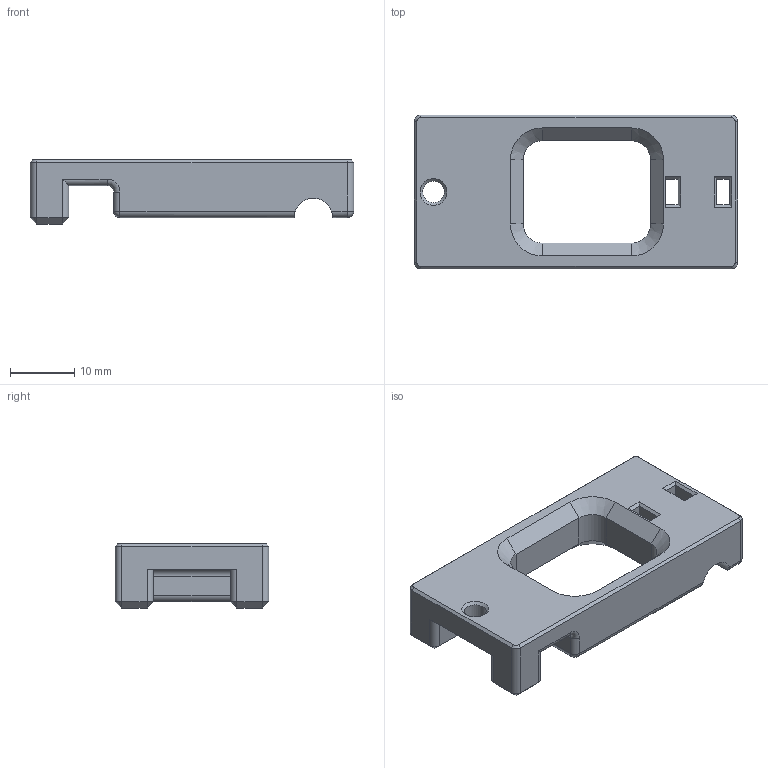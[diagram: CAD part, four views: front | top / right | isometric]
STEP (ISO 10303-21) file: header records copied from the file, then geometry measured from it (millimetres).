
FILE_DESCRIPTION(/* description */ (''),/* implementation_level */ '2;1');
FILE_NAME(/* name */ 'Bowden Guide horizontal.step',/* time_stamp */ '2021-11-16T20:50:05+01:00',/* author */ (''),/* organization */ (''),/* preprocessor_version */ 'ST-DEVELOPER v18.1',/* originating_system */ 'Autodesk Translation Framework v10.10.0.1391',/* authorisation */ '');
FILE_SCHEMA (('AUTOMOTIVE_DESIGN { 1 0 10303 214 3 1 1 }'));
Length unit declared in the file: millimetre
Products named in the file (2): VORON2_v2.4_Assembly_Bowden Tube Holder; M3x8 SHCS
Assembly tree (1 placements, depth 2):
  VORON2_v2.4_Assembly_Bowden Tube Holder
    M3x8 SHCS
Bounding box: 50.5 x 24 x 10 mm (x, y, z)
Volume: 6107.2 mm3; surface area: 3846.6 mm2
Topology: 1 solids, 1 shells, 110 faces, 269 edges, 151 vertices
Faces by surface type: plane 54, cylinder 27, cone 21, torus 4, sphere 4
Full cylindrical faces by diameter (mm): 3.4 x1
Entity records: 3221 total; most frequent: CARTESIAN_POINT 615, DIRECTION 541, ORIENTED_EDGE 522, EDGE_CURVE 261, LINE 183, VECTOR 183, AXIS2_PLACEMENT_3D 179, VERTEX_POINT 151
